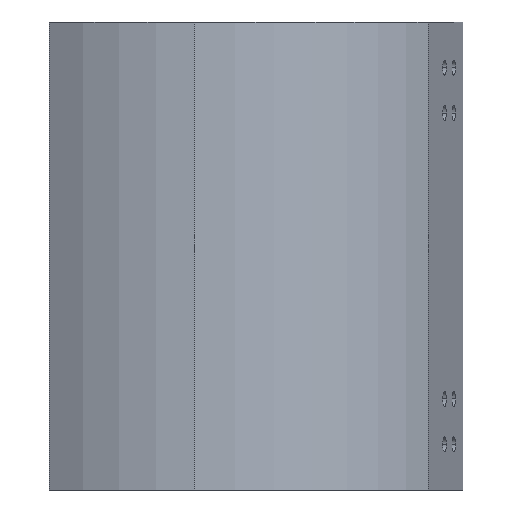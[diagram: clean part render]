
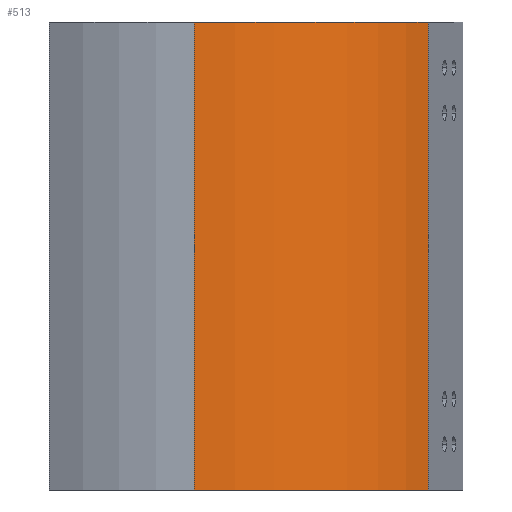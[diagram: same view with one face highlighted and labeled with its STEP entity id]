
A CAD part, left-side view. The second image highlights one B-rep face of the part: STEP entity #513.
In plain terms, the highlighted cylindrical face has radius 59 mm (diameter 118 mm), a partial arc.
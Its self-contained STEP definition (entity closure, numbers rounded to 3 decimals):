
#155 = CARTESIAN_POINT ( 'NONE',  ( -59., 0., 102.8 ) ) ;
#162 = VERTEX_POINT ( 'NONE', #1304 ) ;
#210 = CARTESIAN_POINT ( 'NONE',  ( 0., 0., 0. ) ) ;
#348 = VECTOR ( 'NONE', #417, 1000. ) ;
#372 = DIRECTION ( 'NONE',  ( 0., 0., 1. ) ) ;
#398 = ORIENTED_EDGE ( 'NONE', *, *, #2712, .T. ) ;
#417 = DIRECTION ( 'NONE',  ( 0., 0., -1. ) ) ;
#419 = DIRECTION ( 'NONE',  ( 0., 0., 1. ) ) ;
#467 = DIRECTION ( 'NONE',  ( 0., 0., -1. ) ) ;
#488 = EDGE_CURVE ( 'NONE', #2551, #162, #515, .T. ) ;
#513 = ADVANCED_FACE ( 'NONE', ( #869 ), #2570, .T. ) ;
#515 = CIRCLE ( 'NONE', #905, 59. ) ;
#551 = ORIENTED_EDGE ( 'NONE', *, *, #1221, .T. ) ;
#593 = AXIS2_PLACEMENT_3D ( 'NONE', #210, #2099, #2705 ) ;
#632 = CARTESIAN_POINT ( 'NONE',  ( -59., 0., 0. ) ) ;
#813 = EDGE_CURVE ( 'NONE', #2311, #162, #1836, .T. ) ;
#869 = FACE_OUTER_BOUND ( 'NONE', #2271, .T. ) ;
#905 = AXIS2_PLACEMENT_3D ( 'NONE', #2322, #419, #2115 ) ;
#999 = LINE ( 'NONE', #2309, #348 ) ;
#1053 = DIRECTION ( 'NONE',  ( -1., 0., 0. ) ) ;
#1073 = CARTESIAN_POINT ( 'NONE',  ( -29.014, -51.373, 0. ) ) ;
#1088 = CIRCLE ( 'NONE', #593, 59. ) ;
#1091 = CARTESIAN_POINT ( 'NONE',  ( 0., 0., 102.8 ) ) ;
#1221 = EDGE_CURVE ( 'NONE', #2551, #2069, #999, .T. ) ;
#1304 = CARTESIAN_POINT ( 'NONE',  ( -29.014, -51.373, 102.8 ) ) ;
#1620 = AXIS2_PLACEMENT_3D ( 'NONE', #1091, #467, #1053 ) ;
#1836 = LINE ( 'NONE', #2303, #2603 ) ;
#2069 = VERTEX_POINT ( 'NONE', #632 ) ;
#2099 = DIRECTION ( 'NONE',  ( 0., 0., 1. ) ) ;
#2115 = DIRECTION ( 'NONE',  ( 1., 0., 0. ) ) ;
#2271 = EDGE_LOOP ( 'NONE', ( #2707, #551, #398, #2386 ) ) ;
#2303 = CARTESIAN_POINT ( 'NONE',  ( -29.014, -51.373, 0. ) ) ;
#2309 = CARTESIAN_POINT ( 'NONE',  ( -59., 0., 102.8 ) ) ;
#2311 = VERTEX_POINT ( 'NONE', #1073 ) ;
#2322 = CARTESIAN_POINT ( 'NONE',  ( 0., 0., 102.8 ) ) ;
#2386 = ORIENTED_EDGE ( 'NONE', *, *, #813, .T. ) ;
#2551 = VERTEX_POINT ( 'NONE', #155 ) ;
#2570 = CYLINDRICAL_SURFACE ( 'NONE', #1620, 59. ) ;
#2603 = VECTOR ( 'NONE', #372, 1000. ) ;
#2705 = DIRECTION ( 'NONE',  ( 1., 0., 0. ) ) ;
#2707 = ORIENTED_EDGE ( 'NONE', *, *, #488, .F. ) ;
#2712 = EDGE_CURVE ( 'NONE', #2069, #2311, #1088, .T. ) ;
